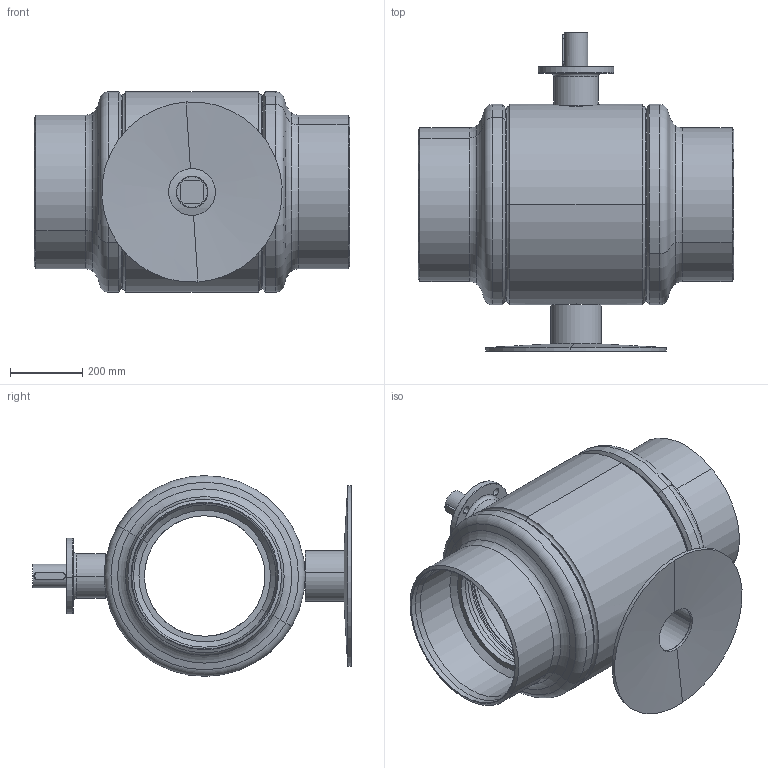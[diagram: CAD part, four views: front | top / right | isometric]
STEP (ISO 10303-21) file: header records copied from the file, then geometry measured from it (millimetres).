
FILE_DESCRIPTION (( 'STEP AP214' ), '1' );
FILE_NAME ('DN400Çò·§PN25.STEP', '2023-10-08T07:19:28', ( '' ), ( '' ), 'SwSTEP 2.0', 'SolidWorks 2019', '' );
FILE_SCHEMA (( 'AUTOMOTIVE_DESIGN' ));
Length unit declared in the file: millimetre
Products named in the file (8): 400盓殤埴攫; 400埴攫盓殤奪; DN400球阀PN25; 粣杶蜊傻350; 概裝 蜊傻; DN400-概极趼极; 400晚概极; 瑩
Assembly tree (8 placements, depth 2):
  DN400球阀PN25
    DN400-概极趼极
    概裝 蜊傻
    粣杶蜊傻350
    400晚概极  x2
    400埴攫盓殤奪
    400盓殤埴攫
    瑩
Bounding box: 875 x 882.5 x 556 mm (x, y, z)
Volume: 39054842.2 mm3; surface area: 3868682.3 mm2
Topology: 8 solids, 8 shells, 361 faces, 763 edges, 481 vertices
Faces by surface type: cylinder 201, plane 98, cone 40, torus 22
Entity records: 7961 total; most frequent: CARTESIAN_POINT 1789, DIRECTION 1312, ORIENTED_EDGE 1042, AXIS2_PLACEMENT_3D 560, EDGE_CURVE 521, VERTEX_POINT 329, CIRCLE 309, EDGE_LOOP 296
